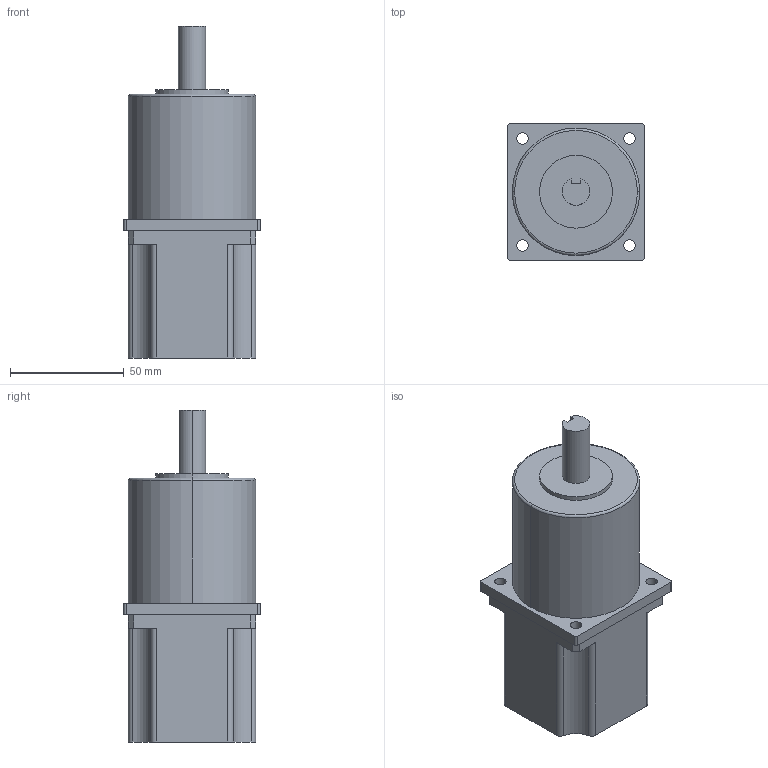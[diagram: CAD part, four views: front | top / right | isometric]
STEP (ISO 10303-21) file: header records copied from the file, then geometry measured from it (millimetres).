
FILE_DESCRIPTION (( 'STEP AP214' ), '1' );
FILE_NAME ('Nema 23 Stepper Motor.STEP', '2023-07-04T22:05:13', ( '' ), ( '' ), 'SwSTEP 2.0', 'SolidWorks 2019', '' );
FILE_SCHEMA (( 'AUTOMOTIVE_DESIGN' ));
Length unit declared in the file: inch
Products named in the file (1): Nema 23 Stepper Motor
Bounding box: 60 x 60 x 146 mm (x, y, z)
Volume: 316514.1 mm3; surface area: 31212.5 mm2
Topology: 1 solids, 1 shells, 58 faces, 154 edges, 102 vertices
Faces by surface type: cylinder 31, plane 25, torus 2
Entity records: 2638 total; most frequent: DIRECTION 338, CARTESIAN_POINT 315, ORIENTED_EDGE 308, EDGE_CURVE 154, AXIS2_PLACEMENT_3D 125, VERTEX_POINT 102, VECTOR 88, LINE 88
